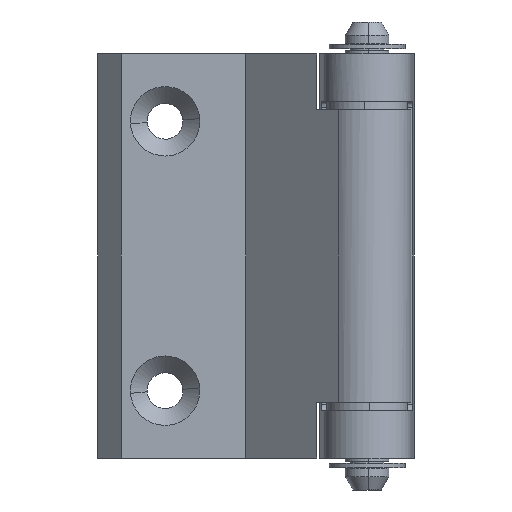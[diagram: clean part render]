
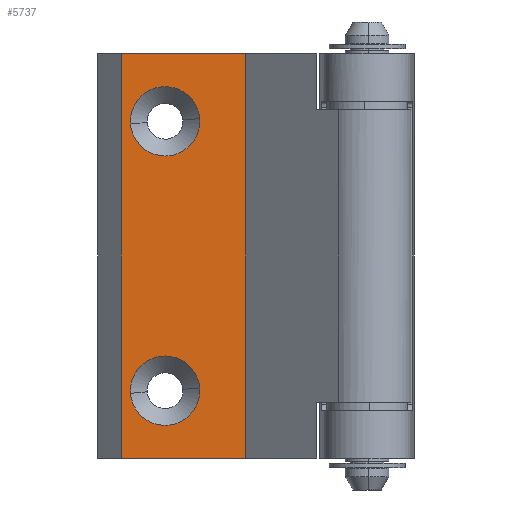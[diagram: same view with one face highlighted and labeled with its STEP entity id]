
A CAD part, front view. The second image highlights one B-rep face of the part: STEP entity #5737.
In plain terms, the highlighted free-form (B-spline) face has degree [1, 1] with [2, 2] control points.
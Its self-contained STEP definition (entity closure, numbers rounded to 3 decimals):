
#4654=CARTESIAN_POINT('',(-24.866,7.,50.404));
#4655=VERTEX_POINT('',#4654);
#4661=CARTESIAN_POINT('',(-30.,7.,55.15));
#4662=VERTEX_POINT('',#4661);
#4663=CARTESIAN_POINT('',(-30.,7.,55.15));
#4664=CARTESIAN_POINT('',(-25.239,7.,55.15));
#4665=CARTESIAN_POINT('',(-24.866,7.,50.404));
#4673=(BOUNDED_CURVE()B_SPLINE_CURVE(2,(#4663,#4664,#4665),.UNSPECIFIED.,.F.,.U.)B_SPLINE_CURVE_WITH_KNOTS((3,3),(0.0,0.236),.UNSPECIFIED.)CURVE()GEOMETRIC_REPRESENTATION_ITEM()RATIONAL_B_SPLINE_CURVE((1.0,0.723,0.97))REPRESENTATION_ITEM(''));
#4674=EDGE_CURVE('',#4662,#4655,#4673,.T.);
#4676=CARTESIAN_POINT('',(-35.134,7.,49.596));
#4677=VERTEX_POINT('',#4676);
#4678=CARTESIAN_POINT('',(-35.134,7.,49.596));
#4679=CARTESIAN_POINT('',(-35.15,7.,49.798));
#4680=CARTESIAN_POINT('',(-35.15,7.,50.));
#4681=CARTESIAN_POINT('',(-35.15,7.,55.15));
#4682=CARTESIAN_POINT('',(-30.,7.,55.15));
#4690=(BOUNDED_CURVE()B_SPLINE_CURVE(2,(#4678,#4679,#4680,#4681,#4682),.UNSPECIFIED.,.F.,.U.)B_SPLINE_CURVE_WITH_KNOTS((3,2,3),(0.736,0.75,1.0),.UNSPECIFIED.)CURVE()GEOMETRIC_REPRESENTATION_ITEM()RATIONAL_B_SPLINE_CURVE((0.97,0.984,1.0,0.707,1.0))REPRESENTATION_ITEM(''));
#4691=EDGE_CURVE('',#4677,#4662,#4690,.T.);
#4728=CARTESIAN_POINT('',(-30.,7.,44.85));
#4729=VERTEX_POINT('',#4728);
#4730=CARTESIAN_POINT('',(-30.,7.,44.85));
#4731=CARTESIAN_POINT('',(-34.761,7.,44.85));
#4732=CARTESIAN_POINT('',(-35.134,7.,49.596));
#4740=(BOUNDED_CURVE()B_SPLINE_CURVE(2,(#4730,#4731,#4732),.UNSPECIFIED.,.F.,.U.)B_SPLINE_CURVE_WITH_KNOTS((3,3),(0.5,0.736),.UNSPECIFIED.)CURVE()GEOMETRIC_REPRESENTATION_ITEM()RATIONAL_B_SPLINE_CURVE((1.0,0.723,0.97))REPRESENTATION_ITEM(''));
#4741=EDGE_CURVE('',#4729,#4677,#4740,.T.);
#4743=CARTESIAN_POINT('',(-24.866,7.,50.404));
#4744=CARTESIAN_POINT('',(-24.85,7.,50.202));
#4745=CARTESIAN_POINT('',(-24.85,7.,50.));
#4746=CARTESIAN_POINT('',(-24.85,7.,44.85));
#4747=CARTESIAN_POINT('',(-30.,7.,44.85));
#4755=(BOUNDED_CURVE()B_SPLINE_CURVE(2,(#4743,#4744,#4745,#4746,#4747),.UNSPECIFIED.,.F.,.U.)B_SPLINE_CURVE_WITH_KNOTS((3,2,3),(0.236,0.25,0.5),.UNSPECIFIED.)CURVE()GEOMETRIC_REPRESENTATION_ITEM()RATIONAL_B_SPLINE_CURVE((0.97,0.984,1.0,0.707,1.0))REPRESENTATION_ITEM(''));
#4756=EDGE_CURVE('',#4655,#4729,#4755,.T.);
#4986=CARTESIAN_POINT('',(-24.866,7.,10.404));
#4987=VERTEX_POINT('',#4986);
#4993=CARTESIAN_POINT('',(-30.,7.,15.15));
#4994=VERTEX_POINT('',#4993);
#4995=CARTESIAN_POINT('',(-30.,7.,15.15));
#4996=CARTESIAN_POINT('',(-25.239,7.,15.15));
#4997=CARTESIAN_POINT('',(-24.866,7.,10.404));
#5005=(BOUNDED_CURVE()B_SPLINE_CURVE(2,(#4995,#4996,#4997),.UNSPECIFIED.,.F.,.U.)B_SPLINE_CURVE_WITH_KNOTS((3,3),(0.0,0.236),.UNSPECIFIED.)CURVE()GEOMETRIC_REPRESENTATION_ITEM()RATIONAL_B_SPLINE_CURVE((1.0,0.723,0.97))REPRESENTATION_ITEM(''));
#5006=EDGE_CURVE('',#4994,#4987,#5005,.T.);
#5008=CARTESIAN_POINT('',(-35.134,7.,9.596));
#5009=VERTEX_POINT('',#5008);
#5010=CARTESIAN_POINT('',(-35.134,7.,9.596));
#5011=CARTESIAN_POINT('',(-35.15,7.,9.798));
#5012=CARTESIAN_POINT('',(-35.15,7.,10.));
#5013=CARTESIAN_POINT('',(-35.15,7.,15.15));
#5014=CARTESIAN_POINT('',(-30.,7.,15.15));
#5022=(BOUNDED_CURVE()B_SPLINE_CURVE(2,(#5010,#5011,#5012,#5013,#5014),.UNSPECIFIED.,.F.,.U.)B_SPLINE_CURVE_WITH_KNOTS((3,2,3),(0.736,0.75,1.0),.UNSPECIFIED.)CURVE()GEOMETRIC_REPRESENTATION_ITEM()RATIONAL_B_SPLINE_CURVE((0.97,0.984,1.0,0.707,1.0))REPRESENTATION_ITEM(''));
#5023=EDGE_CURVE('',#5009,#4994,#5022,.T.);
#5060=CARTESIAN_POINT('',(-30.,7.,4.85));
#5061=VERTEX_POINT('',#5060);
#5062=CARTESIAN_POINT('',(-30.,7.,4.85));
#5063=CARTESIAN_POINT('',(-34.761,7.,4.85));
#5064=CARTESIAN_POINT('',(-35.134,7.,9.596));
#5072=(BOUNDED_CURVE()B_SPLINE_CURVE(2,(#5062,#5063,#5064),.UNSPECIFIED.,.F.,.U.)B_SPLINE_CURVE_WITH_KNOTS((3,3),(0.5,0.736),.UNSPECIFIED.)CURVE()GEOMETRIC_REPRESENTATION_ITEM()RATIONAL_B_SPLINE_CURVE((1.0,0.723,0.97))REPRESENTATION_ITEM(''));
#5073=EDGE_CURVE('',#5061,#5009,#5072,.T.);
#5075=CARTESIAN_POINT('',(-24.866,7.,10.404));
#5076=CARTESIAN_POINT('',(-24.85,7.,10.202));
#5077=CARTESIAN_POINT('',(-24.85,7.,10.));
#5078=CARTESIAN_POINT('',(-24.85,7.,4.85));
#5079=CARTESIAN_POINT('',(-30.,7.,4.85));
#5087=(BOUNDED_CURVE()B_SPLINE_CURVE(2,(#5075,#5076,#5077,#5078,#5079),.UNSPECIFIED.,.F.,.U.)B_SPLINE_CURVE_WITH_KNOTS((3,2,3),(0.236,0.25,0.5),.UNSPECIFIED.)CURVE()GEOMETRIC_REPRESENTATION_ITEM()RATIONAL_B_SPLINE_CURVE((0.97,0.984,1.0,0.707,1.0))REPRESENTATION_ITEM(''));
#5088=EDGE_CURVE('',#4987,#5061,#5087,.T.);
#5639=CARTESIAN_POINT('',(-36.5,7.,0.0));
#5640=VERTEX_POINT('',#5639);
#5646=CARTESIAN_POINT('',(-36.5,7.,60.));
#5647=VERTEX_POINT('',#5646);
#5648=CARTESIAN_POINT('',(-36.5,7.,60.));
#5649=CARTESIAN_POINT('',(-36.5,7.,0.0));
#5650=QUASI_UNIFORM_CURVE('',1,(#5648,#5649),.UNSPECIFIED.,.F.,.U.);
#5651=EDGE_CURVE('',#5647,#5640,#5650,.T.);
#5698=CARTESIAN_POINT('',(-37.424,7.,62.997));
#5699=CARTESIAN_POINT('',(-37.424,7.,-2.997));
#5700=CARTESIAN_POINT('',(-17.076,7.,62.997));
#5701=CARTESIAN_POINT('',(-17.076,7.,-2.997));
#5702=B_SPLINE_SURFACE_WITH_KNOTS('',1,1,((#5698,#5700),(#5699,#5701)),.UNSPECIFIED.,.F.,.F.,.U.,(2,2),(2,2),(0.0,65.994),(0.0,20.348),.UNSPECIFIED.);
#5703=CARTESIAN_POINT('',(-18.,7.,0.0));
#5704=VERTEX_POINT('',#5703);
#5705=CARTESIAN_POINT('',(-18.,7.,0.0));
#5706=CARTESIAN_POINT('',(-36.5,7.,0.0));
#5707=QUASI_UNIFORM_CURVE('',1,(#5705,#5706),.UNSPECIFIED.,.F.,.U.);
#5708=EDGE_CURVE('',#5704,#5640,#5707,.T.);
#5709=ORIENTED_EDGE('',*,*,#5708,.F.);
#5710=CARTESIAN_POINT('',(-18.,7.,60.));
#5711=VERTEX_POINT('',#5710);
#5712=CARTESIAN_POINT('',(-18.,7.,60.));
#5713=CARTESIAN_POINT('',(-18.,7.,0.0));
#5714=QUASI_UNIFORM_CURVE('',1,(#5712,#5713),.UNSPECIFIED.,.F.,.U.);
#5715=EDGE_CURVE('',#5711,#5704,#5714,.T.);
#5716=ORIENTED_EDGE('',*,*,#5715,.F.);
#5717=CARTESIAN_POINT('',(-18.,7.,60.));
#5718=CARTESIAN_POINT('',(-36.5,7.,60.));
#5719=QUASI_UNIFORM_CURVE('',1,(#5717,#5718),.UNSPECIFIED.,.F.,.U.);
#5720=EDGE_CURVE('',#5711,#5647,#5719,.T.);
#5721=ORIENTED_EDGE('',*,*,#5720,.T.);
#5722=ORIENTED_EDGE('',*,*,#5651,.T.);
#5723=EDGE_LOOP('',(#5709,#5716,#5721,#5722));
#5724=FACE_OUTER_BOUND('',#5723,.T.);
#5725=ORIENTED_EDGE('',*,*,#5073,.T.);
#5726=ORIENTED_EDGE('',*,*,#5023,.T.);
#5727=ORIENTED_EDGE('',*,*,#5006,.T.);
#5728=ORIENTED_EDGE('',*,*,#5088,.T.);
#5729=EDGE_LOOP('',(#5725,#5726,#5727,#5728));
#5730=FACE_BOUND('',#5729,.T.);
#5731=ORIENTED_EDGE('',*,*,#4741,.T.);
#5732=ORIENTED_EDGE('',*,*,#4691,.T.);
#5733=ORIENTED_EDGE('',*,*,#4674,.T.);
#5734=ORIENTED_EDGE('',*,*,#4756,.T.);
#5735=EDGE_LOOP('',(#5731,#5732,#5733,#5734));
#5736=FACE_BOUND('',#5735,.T.);
#5737=ADVANCED_FACE('',(#5724,#5730,#5736),#5702,.T.);
